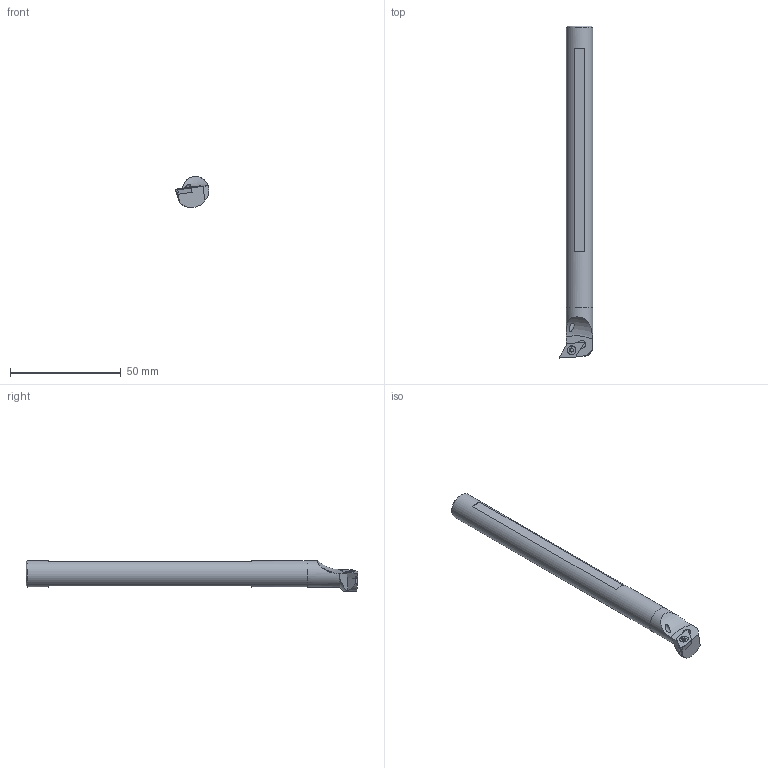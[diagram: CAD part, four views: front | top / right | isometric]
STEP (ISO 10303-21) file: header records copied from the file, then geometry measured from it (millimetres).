
FILE_DESCRIPTION(/* description */ ('Unknown'),/* implementation_level */ '2;1');
FILE_NAME(/* name */ 'E12M SDUCL 07',/* time_stamp */ '2021-07-01T16:30:00+08:00',/* author */ ('Unknown'),/* organization */ ('Unknown'),/* preprocessor_version */ 'ST-DEVELOPER v16.7',/* originating_system */ 'DEX',/* authorisation */ $);
FILE_SCHEMA (('AUTOMOTIVE_DESIGN {1 0 10303 214 3 1 1}'));
Length unit declared in the file: millimetre
Products named in the file (5): E12M SDUCL 07; 12; 1223SDUC_mir; DCMT 070202; M2-5-5L
Assembly tree (4 placements, depth 2):
  E12M SDUCL 07
    12
    1223SDUC_mir
    DCMT 070202
    M2-5-5L
Bounding box: 15.31 x 150.03 x 14 mm (x, y, z)
Volume: 13655.9 mm3; surface area: 8294.7 mm2
Topology: 4 solids, 4 shells, 76 faces, 186 edges, 122 vertices
Faces by surface type: plane 41, cylinder 28, cone 6, torus 1
Full cylindrical faces by diameter (mm): 2 x1, 2.5 x2, 2.8 x1, 3.8 x1, 4 x1, 5 x1, 12 x2
Entity records: 2309 total; most frequent: CARTESIAN_POINT 426, DIRECTION 383, ORIENTED_EDGE 332, EDGE_CURVE 166, AXIS2_PLACEMENT_3D 144, VERTEX_POINT 116, EDGE_LOOP 100, FACE_BOUND 100
